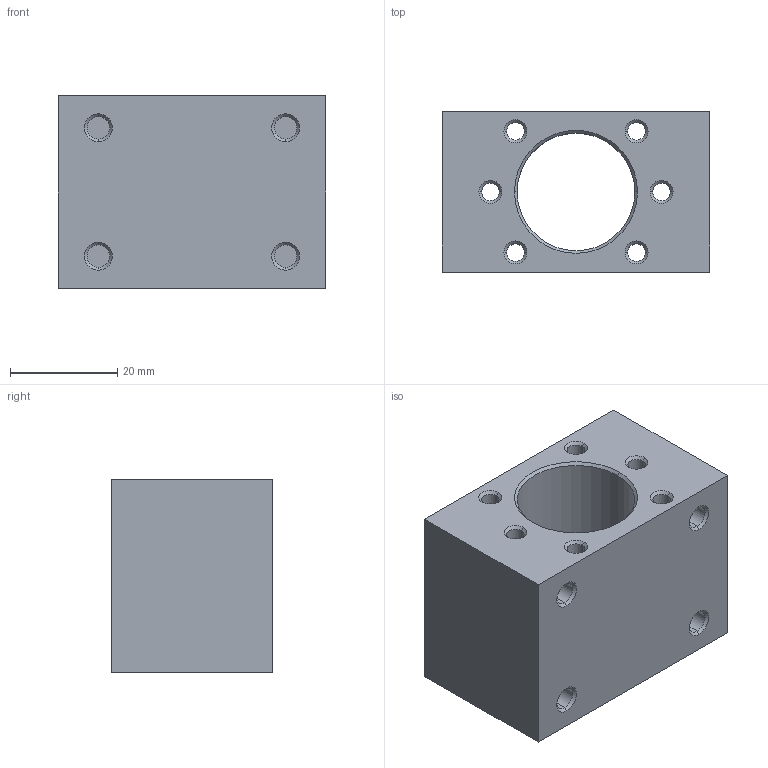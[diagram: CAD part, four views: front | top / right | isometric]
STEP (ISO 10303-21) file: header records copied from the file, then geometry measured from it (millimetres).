
FILE_DESCRIPTION (( 'STEP AP203' ), '1' );
FILE_NAME ('B591 Ìîäóëü êðåïëåíèÿ ãàéêè DSG12 (ïîä SFU 1204-4).step', '2025-09-02T10:42:12', ( '' ), ( '' ), 'SwSTEP 2.0', 'SolidWorks 2025', '' );
FILE_SCHEMA (( 'CONFIG_CONTROL_DESIGN' ));
Length unit declared in the file: millimetre
Products named in the file (2): B591 Модуль крепления гайки DSG12 (под SFU 1204-4)_00; B591 Модуль крепления гайки DSG12 (под SFU 1204-4)
Assembly tree (1 placements, depth 2):
  B591 Модуль крепления гайки DSG12 (под SFU 1204-4)
    B591 Модуль крепления гайки DSG12 (под SFU 1204-4)_00
Bounding box: 50 x 30 x 36 mm (x, y, z)
Volume: 37761 mm3; surface area: 13171.4 mm2
Topology: 1 solids, 1 shells, 68 faces, 150 edges, 88 vertices
Faces by surface type: cone 36, cylinder 22, plane 10
Entity records: 2090 total; most frequent: DIRECTION 374, CARTESIAN_POINT 310, ORIENTED_EDGE 300, AXIS2_PLACEMENT_3D 152, EDGE_CURVE 150, VERTEX_POINT 88, EDGE_LOOP 86, CIRCLE 80
